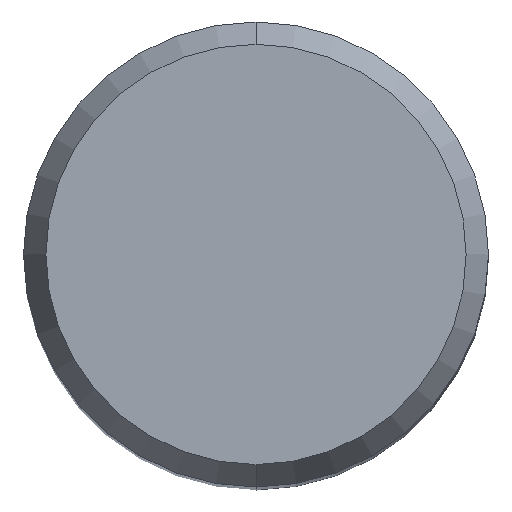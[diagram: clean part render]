
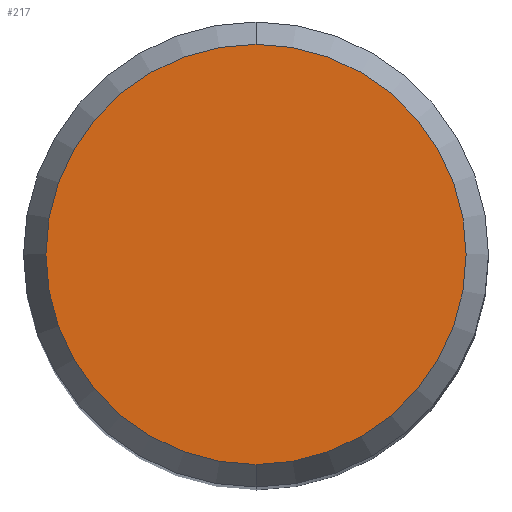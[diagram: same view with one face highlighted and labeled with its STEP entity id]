
A CAD part, top view. The second image highlights one B-rep face of the part: STEP entity #217.
In plain terms, the highlighted planar face has unit normal (0, 0, 1).
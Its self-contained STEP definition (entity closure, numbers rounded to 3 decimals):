
#217=ADVANCED_FACE('',(#578),#579,.T.);
#301=EDGE_CURVE('',#315,#495,#674,.T.);
#315=VERTEX_POINT('',#689);
#321=EDGE_CURVE('',#495,#315,#696,.T.);
#495=VERTEX_POINT('',#887);
#578=FACE_OUTER_BOUND('',#998,.T.);
#579=PLANE('',#999);
#674=CIRCLE('',#1186,5.423);
#689=CARTESIAN_POINT('',(0.0,5.423,0.0));
#696=CIRCLE('',#1215,5.423);
#887=CARTESIAN_POINT('',(0.,-5.423,0.0));
#998=EDGE_LOOP('',(#1747,#1748));
#999=AXIS2_PLACEMENT_3D('',#1749,#1750,#1751);
#1186=AXIS2_PLACEMENT_3D('',#1874,#1875,#1876);
#1215=AXIS2_PLACEMENT_3D('',#1901,#1902,#1903);
#1747=ORIENTED_EDGE('',*,*,#301,.F.);
#1748=ORIENTED_EDGE('',*,*,#321,.F.);
#1749=CARTESIAN_POINT('',(0.0,2.711,0.0));
#1750=DIRECTION('',(-0.0,0.0,1.0));
#1751=DIRECTION('',(0.0,-1.0,0.0));
#1874=CARTESIAN_POINT('',(0.0,0.0,0.0));
#1875=DIRECTION('',(0.0,0.0,-1.0));
#1876=DIRECTION('',(0.0,1.0,0.0));
#1901=CARTESIAN_POINT('',(0.0,0.0,0.0));
#1902=DIRECTION('',(0.0,0.0,-1.0));
#1903=DIRECTION('',(0.0,1.0,0.0));
